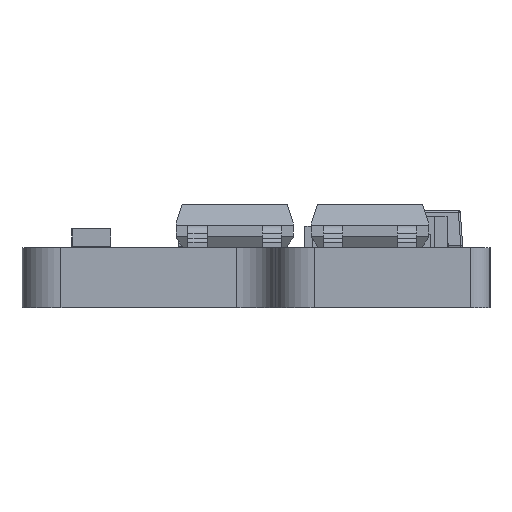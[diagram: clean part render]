
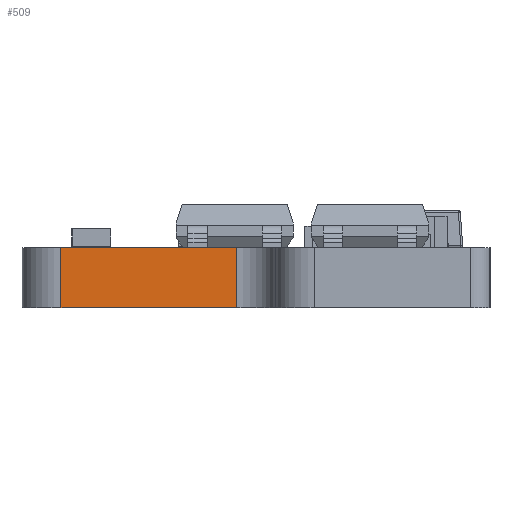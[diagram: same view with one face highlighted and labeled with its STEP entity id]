
A CAD part, left-side view. The second image highlights one B-rep face of the part: STEP entity #509.
In plain terms, the highlighted planar face has unit normal (-1, 0, 0).
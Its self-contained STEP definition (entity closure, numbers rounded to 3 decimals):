
#482 = VERTEX_POINT('',#483);
#483 = CARTESIAN_POINT('',(8.715,8.5,1.545));
#490 = EDGE_CURVE('',#491,#482,#493,.T.);
#491 = VERTEX_POINT('',#492);
#492 = CARTESIAN_POINT('',(8.715,8.5,0.));
#493 = LINE('',#494,#495);
#494 = CARTESIAN_POINT('',(8.715,8.5,0.));
#495 = VECTOR('',#496,1.);
#496 = DIRECTION('',(0.,0.,1.));
#509 = ADVANCED_FACE('',(#510),#535,.F.);
#510 = FACE_BOUND('',#511,.F.);
#511 = EDGE_LOOP('',(#512,#513,#521,#529));
#512 = ORIENTED_EDGE('',*,*,#490,.T.);
#513 = ORIENTED_EDGE('',*,*,#514,.T.);
#514 = EDGE_CURVE('',#482,#515,#517,.T.);
#515 = VERTEX_POINT('',#516);
#516 = CARTESIAN_POINT('',(8.715,4.,1.545));
#517 = LINE('',#518,#519);
#518 = CARTESIAN_POINT('',(8.715,8.5,1.545));
#519 = VECTOR('',#520,1.);
#520 = DIRECTION('',(0.,-1.,0.));
#521 = ORIENTED_EDGE('',*,*,#522,.F.);
#522 = EDGE_CURVE('',#523,#515,#525,.T.);
#523 = VERTEX_POINT('',#524);
#524 = CARTESIAN_POINT('',(8.715,4.,0.));
#525 = LINE('',#526,#527);
#526 = CARTESIAN_POINT('',(8.715,4.,0.));
#527 = VECTOR('',#528,1.);
#528 = DIRECTION('',(0.,0.,1.));
#529 = ORIENTED_EDGE('',*,*,#530,.F.);
#530 = EDGE_CURVE('',#491,#523,#531,.T.);
#531 = LINE('',#532,#533);
#532 = CARTESIAN_POINT('',(8.715,8.5,0.));
#533 = VECTOR('',#534,1.);
#534 = DIRECTION('',(0.,-1.,0.));
#535 = PLANE('',#536);
#536 = AXIS2_PLACEMENT_3D('',#537,#538,#539);
#537 = CARTESIAN_POINT('',(8.715,8.5,0.));
#538 = DIRECTION('',(1.,0.,0.));
#539 = DIRECTION('',(0.,-1.,0.));
